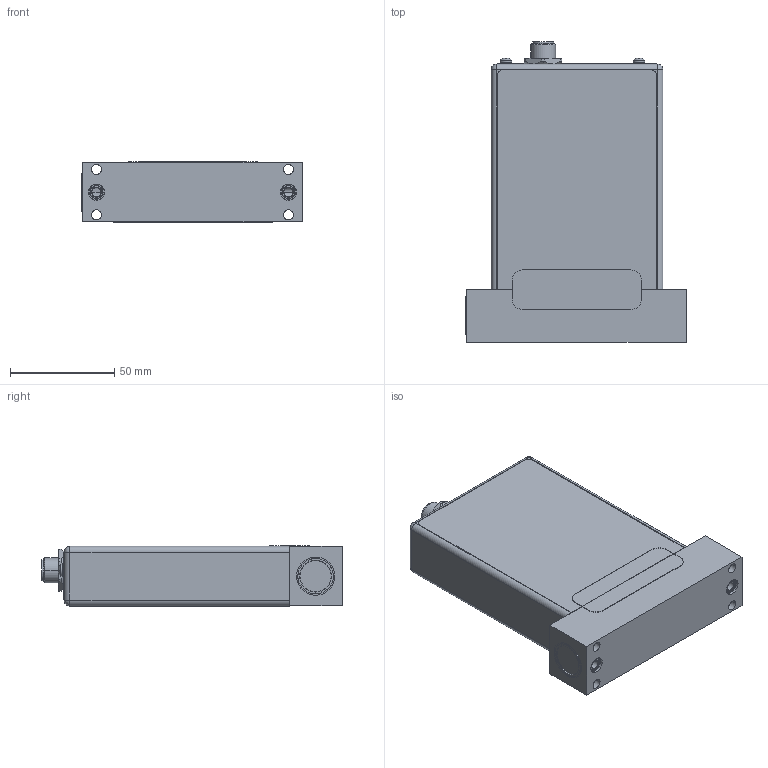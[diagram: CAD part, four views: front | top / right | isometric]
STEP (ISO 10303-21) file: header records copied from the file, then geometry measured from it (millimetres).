
FILE_DESCRIPTION((''),'2;1');
FILE_NAME('1054550_C-SEAL_DNET_ASM','2014-11-17T',('cockrofm'),(''),'PRO/ENGINEER BY PARAMETRIC TECHNOLOGY CORPORATION, 2011490','PRO/ENGINEER BY PARAMETRIC TECHNOLOGY CORPORATION, 2011490','');
FILE_SCHEMA(('CONFIG_CONTROL_DESIGN'));
Length unit declared in the file: inch
Products named in the file (23): 1057148_ENCLOSURE_DNET; 160-9715; 133675_DNET_CONN_NUT; 1011702-002_4-40_PAN-HD-SEMS; 153-9978_CAP_ESD_RJ-45; 1054562_LABEL_TOP_DNET; 1054563_LABEL_FRT; 1055904_LABEL_REAR_ANALOG; 1044098_ASSY_VIEW_GM51A; 122676; 1042117_DNET_MAIN_BD; 1041767_LED; 110-0187-3-PIN-HEADER; 1041769_LED; 1038688_CONN_RJ45; 1014224_SWITCH; 1003675_SWITCH; 1032904_DNET-CONN; 072-8550_MJTP1236E; 1044442-002_ASM; 1031369_DISC; 1057482-001_W-PIN; 1054550_C-SEAL_DNET_ASM
Assembly tree (24 placements, depth 3):
  1054550_C-SEAL_DNET_ASM
    1057148_ENCLOSURE_DNET
    160-9715
    133675_DNET_CONN_NUT
    1011702-002_4-40_PAN-HD-SEMS  x2
    153-9978_CAP_ESD_RJ-45
    1054562_LABEL_TOP_DNET
    1054563_LABEL_FRT
    1055904_LABEL_REAR_ANALOG
    1044098_ASSY_VIEW_GM51A
    122676
    1044442-002_ASM
      1042117_DNET_MAIN_BD
      1041767_LED
      110-0187-3-PIN-HEADER
      1041769_LED
      1038688_CONN_RJ45
      1014224_SWITCH
      1003675_SWITCH  x2
      1032904_DNET-CONN
      072-8550_MJTP1236E
    1031369_DISC
    1057482-001_W-PIN
Bounding box: 105.54 x 143.84 x 28.93 mm (x, y, z)
Volume: 97583.5 mm3; surface area: 127940.1 mm2
Topology: 23 solids, 42 shells, 1074 faces, 2711 edges, 1741 vertices
Faces by surface type: plane 542, cylinder 334, bspline 88, cone 64, sphere 24, torus 22
Entity records: 31089 total; most frequent: CARTESIAN_POINT 7484, DIRECTION 4873, ORIENTED_EDGE 4608, EDGE_CURVE 2382, AXIS2_PLACEMENT_3D 1717, VERTEX_POINT 1578, VECTOR 1439, LINE 1439
